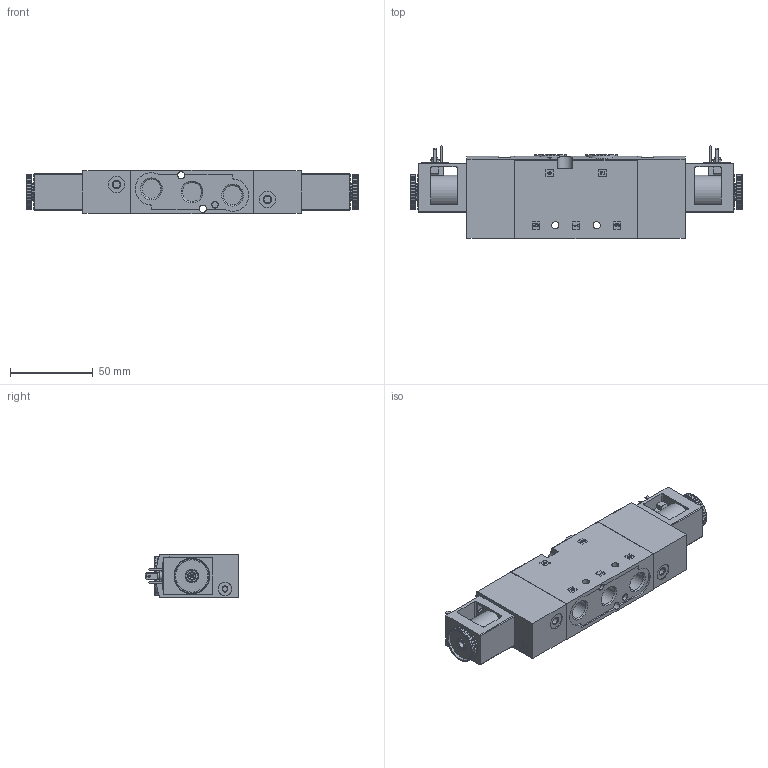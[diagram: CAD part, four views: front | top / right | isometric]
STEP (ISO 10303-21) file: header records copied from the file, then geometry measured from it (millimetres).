
FILE_DESCRIPTION(/* description */ ('STEP AP214'),/* implementation_level */ '2;1');
FILE_NAME(/* name */ '8035205_VUVS-LT25-T32U-MZD-G14-F8-1C1',/* time_stamp */ '2024-09-17T20:41:17+02:00',/* author */ ('License CC BY-ND 4.0'),/* organization */ ('CADENAS'),/* preprocessor_version */ 'ST-DEVELOPER v19.3',/* originating_system */ 'PARTsolutions',/* authorisation */ ' ');
FILE_SCHEMA (('AUTOMOTIVE_DESIGN {1 0 10303 214 3 1 1}'));
Length unit declared in the file: millimetre
Products named in the file (7): 8035205 VUVS-LT25-T32U-MZD-G14-F8-1C1; 1277158 VUVS-L25-.5.-G14 HOUSING---(H---0_-); 2925370 VUVS-L25-G-Z-COVER53---(H---0_-); 1808371 F-M4x37.5-10.9; 8085305 VACF-B-C1-1---(C); 1878611 VACF-B---(C); 2925370 VUVS-L25-G-Z-COVER53---(H---0_M)
Assembly tree (11 placements, depth 2):
  8035205 VUVS-LT25-T32U-MZD-G14-F8-1C1
    1277158 VUVS-L25-.5.-G14 HOUSING---(H---0_-)
    2925370 VUVS-L25-G-Z-COVER53---(H---0_-)
    1808371 F-M4x37.5-10.9  x4
    8085305 VACF-B-C1-1---(C)  x2
    1878611 VACF-B---(C)  x2
    2925370 VUVS-L25-G-Z-COVER53---(H---0_M)
Bounding box: 200.3 x 56.2 x 26.5 mm (x, y, z)
Volume: 189711 mm3; surface area: 55743.4 mm2
Topology: 11 solids, 11 shells, 1277 faces, 3234 edges, 2110 vertices
Faces by surface type: plane 688, cylinder 402, cone 134, torus 53
Full cylindrical faces by diameter (mm): 0.9 x2, 1.3 x2, 1.75 x32, 2.013 x2, 2.4 x2, 2.5 x4, 2.7 x2, 3.242 x4, 3.75 x2, 3.8 x4, 4 x4, 4.134 x4, 4.3 x2, 4.4 x2, 4.7 x4, 5.05 x2, 7.1 x2, 7.188 x2, 7.9 x4, 8 x12, 8.15 x2, 8.2 x2, 10 x6, 11.445 x5, 15.6 x4, 19.5 x4, 21 x2
Entity records: 27708 total; most frequent: CARTESIAN_POINT 4683, DIRECTION 4295, ORIENTED_EDGE 4022, EDGE_CURVE 2011, AXIS2_PLACEMENT_3D 1516, VERTEX_POINT 1416, LINE 1263, VECTOR 1263
